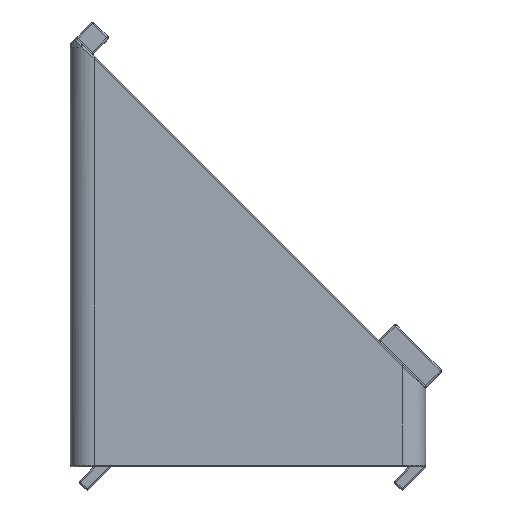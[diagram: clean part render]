
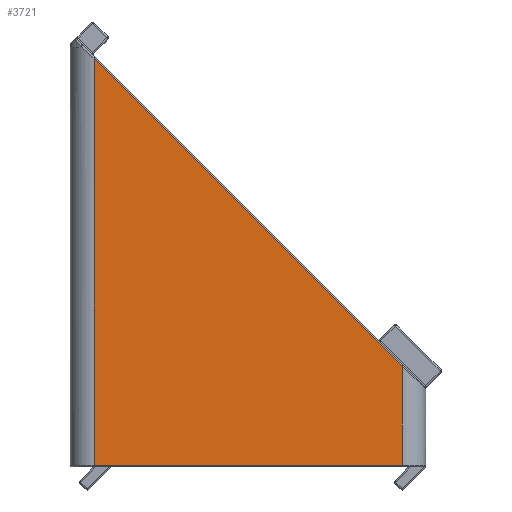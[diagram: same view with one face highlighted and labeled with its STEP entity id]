
A CAD part, left-side view. The second image highlights one B-rep face of the part: STEP entity #3721.
In plain terms, the highlighted planar face has unit normal (-1, 0, 0).
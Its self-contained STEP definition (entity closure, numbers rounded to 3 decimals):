
#562=FACE_OUTER_BOUND('',#836,.T.);
#836=EDGE_LOOP('',(#2654,#2655,#2656,#2657));
#1200=LINE('',#6355,#1445);
#1202=LINE('',#6420,#1447);
#1203=LINE('',#6421,#1448);
#1204=LINE('',#6422,#1449);
#1445=VECTOR('',#4596,51.517);
#1447=VECTOR('',#4604,12.517);
#1448=VECTOR('',#4605,55.154);
#1449=VECTOR('',#4606,39.);
#1750=VERTEX_POINT('',#6353);
#1751=VERTEX_POINT('',#6354);
#1755=VERTEX_POINT('',#6418);
#1756=VERTEX_POINT('',#6419);
#2071=EDGE_CURVE('',#1750,#1751,#1200,.T.);
#2076=EDGE_CURVE('',#1755,#1756,#1202,.T.);
#2077=EDGE_CURVE('',#1755,#1750,#1203,.T.);
#2078=EDGE_CURVE('',#1751,#1756,#1204,.T.);
#2654=ORIENTED_EDGE('',*,*,#2076,.F.);
#2655=ORIENTED_EDGE('',*,*,#2077,.T.);
#2656=ORIENTED_EDGE('',*,*,#2071,.T.);
#2657=ORIENTED_EDGE('',*,*,#2078,.T.);
#3664=PLANE('',#4018);
#3721=ADVANCED_FACE('',(#562),#3664,.F.);
#4018=AXIS2_PLACEMENT_3D('',#6417,#4602,#4603);
#4596=DIRECTION('',(0.,0.,-1.));
#4602=DIRECTION('center_axis',(1.,0.,0.));
#4603=DIRECTION('ref_axis',(0.,0.,-1.));
#4604=DIRECTION('',(0.,0.,-1.));
#4605=DIRECTION('',(0.,0.707,0.707));
#4606=DIRECTION('',(0.,-1.,0.));
#6353=CARTESIAN_POINT('',(-22.5,19.5,51.717));
#6354=CARTESIAN_POINT('',(-22.5,19.5,0.2));
#6355=CARTESIAN_POINT('',(-22.5,19.5,55.));
#6417=CARTESIAN_POINT('Origin',(-22.5,19.5,55.));
#6418=CARTESIAN_POINT('',(-22.5,-19.5,12.717));
#6419=CARTESIAN_POINT('',(-22.5,-19.5,0.2));
#6420=CARTESIAN_POINT('',(-22.5,-19.5,55.));
#6421=CARTESIAN_POINT('',(-22.5,21.141,53.359));
#6422=CARTESIAN_POINT('',(-22.5,19.5,0.2));
